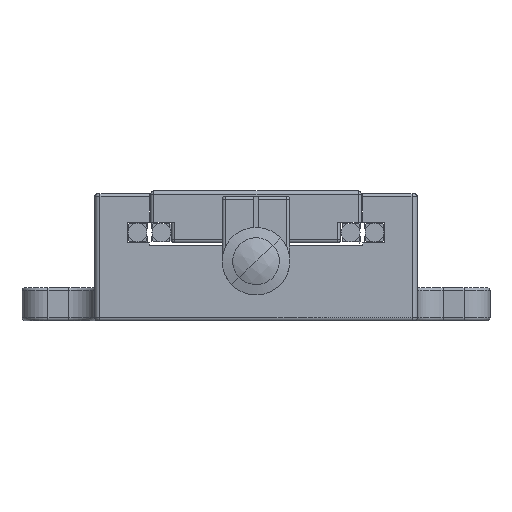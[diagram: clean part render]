
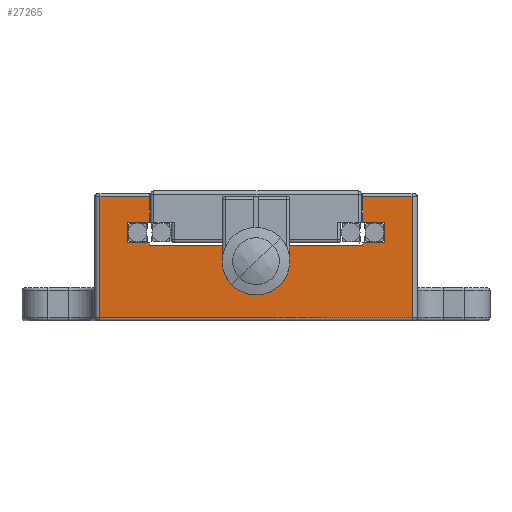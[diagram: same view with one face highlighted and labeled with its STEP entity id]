
A CAD part, front view. The second image highlights one B-rep face of the part: STEP entity #27265.
In plain terms, the highlighted planar face has unit normal (0, -1, 0).
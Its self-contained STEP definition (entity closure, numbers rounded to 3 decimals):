
#124 = VERTEX_POINT ( 'NONE', #11406 ) ;
#236 = VERTEX_POINT ( 'NONE', #26572 ) ;
#259 = CARTESIAN_POINT ( 'NONE',  ( -48.986, -32.424, 91.4 ) ) ;
#341 = VECTOR ( 'NONE', #2320, 1000. ) ;
#421 = VERTEX_POINT ( 'NONE', #10535 ) ;
#743 = CARTESIAN_POINT ( 'NONE',  ( -58.486, -32.424, 77. ) ) ;
#957 = ORIENTED_EDGE ( 'NONE', *, *, #12603, .F. ) ;
#2196 = DIRECTION ( 'NONE',  ( 0., 0., -1. ) ) ;
#2242 = CARTESIAN_POINT ( 'NONE',  ( -7.986, -32.424, 90.9 ) ) ;
#2320 = DIRECTION ( 'NONE',  ( 0., 0., -1. ) ) ;
#2412 = VECTOR ( 'NONE', #13991, 1000. ) ;
#2417 = VERTEX_POINT ( 'NONE', #2242 ) ;
#3349 = VERTEX_POINT ( 'NONE', #13862 ) ;
#3369 = VERTEX_POINT ( 'NONE', #743 ) ;
#3382 = DIRECTION ( 'NONE',  ( -1., 0., 0. ) ) ;
#3402 = EDGE_LOOP ( 'NONE', ( #7946, #23841, #22929, #11730, #7501, #8725, #3410, #6245, #5530, #4377, #21943, #957, #9836, #14600, #17850, #3728 ) ) ;
#3410 = ORIENTED_EDGE ( 'NONE', *, *, #13824, .F. ) ;
#3427 = CARTESIAN_POINT ( 'NONE',  ( -59.486, -32.424, 100.3 ) ) ;
#3728 = ORIENTED_EDGE ( 'NONE', *, *, #10723, .T. ) ;
#3731 = LINE ( 'NONE', #19331, #18463 ) ;
#3960 = VERTEX_POINT ( 'NONE', #26906 ) ;
#3962 = VECTOR ( 'NONE', #3382, 1000. ) ;
#4024 = VECTOR ( 'NONE', #20239, 1000. ) ;
#4026 = CARTESIAN_POINT ( 'NONE',  ( -3.736, -32.424, 91.4 ) ) ;
#4377 = ORIENTED_EDGE ( 'NONE', *, *, #11954, .F. ) ;
#4480 = VERTEX_POINT ( 'NONE', #10051 ) ;
#4542 = AXIS2_PLACEMENT_3D ( 'NONE', #16748, #21518, #6636 ) ;
#4867 = EDGE_CURVE ( 'NONE', #26643, #4480, #11314, .T. ) ;
#4941 = DIRECTION ( 'NONE',  ( 1., 0., 0. ) ) ;
#5061 = VECTOR ( 'NONE', #7971, 1000. ) ;
#5088 = CARTESIAN_POINT ( 'NONE',  ( -48.986, -32.424, 100.3 ) ) ;
#5229 = CARTESIAN_POINT ( 'NONE',  ( 1.514, -32.424, 100.9 ) ) ;
#5530 = ORIENTED_EDGE ( 'NONE', *, *, #23303, .F. ) ;
#6245 = ORIENTED_EDGE ( 'NONE', *, *, #14137, .F. ) ;
#6447 = PLANE ( 'NONE',  #4542 ) ;
#6636 = DIRECTION ( 'NONE',  ( 0., 0., 1. ) ) ;
#6712 = FACE_OUTER_BOUND ( 'NONE', #3402, .T. ) ;
#7469 = DIRECTION ( 'NONE',  ( 0., 0., 1. ) ) ;
#7501 = ORIENTED_EDGE ( 'NONE', *, *, #12379, .F. ) ;
#7842 = VECTOR ( 'NONE', #17342, 1000. ) ;
#7946 = ORIENTED_EDGE ( 'NONE', *, *, #4867, .T. ) ;
#7971 = DIRECTION ( 'NONE',  ( 0., 0., 1. ) ) ;
#8058 = CARTESIAN_POINT ( 'NONE',  ( -7.986, -32.424, 100.9 ) ) ;
#8064 = LINE ( 'NONE', #3427, #2412 ) ;
#8599 = CARTESIAN_POINT ( 'NONE',  ( -7.986, -32.424, 91.4 ) ) ;
#8725 = ORIENTED_EDGE ( 'NONE', *, *, #21401, .F. ) ;
#9102 = VERTEX_POINT ( 'NONE', #15200 ) ;
#9645 = CARTESIAN_POINT ( 'NONE',  ( -7.986, -32.424, 95.4 ) ) ;
#9781 = DIRECTION ( 'NONE',  ( -1., 0., 0. ) ) ;
#9836 = ORIENTED_EDGE ( 'NONE', *, *, #11475, .F. ) ;
#10051 = CARTESIAN_POINT ( 'NONE',  ( 1.514, -32.424, 100.3 ) ) ;
#10256 = EDGE_CURVE ( 'NONE', #4480, #10844, #8064, .T. ) ;
#10446 = CARTESIAN_POINT ( 'NONE',  ( -53.236, -32.424, 95.4 ) ) ;
#10535 = CARTESIAN_POINT ( 'NONE',  ( -53.236, -32.424, 91.4 ) ) ;
#10723 = EDGE_CURVE ( 'NONE', #3369, #26643, #20780, .T. ) ;
#10844 = VERTEX_POINT ( 'NONE', #23746 ) ;
#11314 = LINE ( 'NONE', #5229, #26074 ) ;
#11406 = CARTESIAN_POINT ( 'NONE',  ( -48.986, -32.424, 95.4 ) ) ;
#11475 = EDGE_CURVE ( 'NONE', #12555, #124, #11530, .T. ) ;
#11530 = LINE ( 'NONE', #19683, #7842 ) ;
#11541 = CARTESIAN_POINT ( 'NONE',  ( -48.986, -32.424, 95.4 ) ) ;
#11730 = ORIENTED_EDGE ( 'NONE', *, *, #19780, .F. ) ;
#11844 = VERTEX_POINT ( 'NONE', #4026 ) ;
#11853 = VECTOR ( 'NONE', #4941, 1000. ) ;
#11897 = DIRECTION ( 'NONE',  ( 1., 0., 0. ) ) ;
#11911 = VECTOR ( 'NONE', #21332, 1000. ) ;
#11954 = EDGE_CURVE ( 'NONE', #421, #23797, #21230, .T. ) ;
#12065 = VECTOR ( 'NONE', #11897, 1000. ) ;
#12103 = LINE ( 'NONE', #8058, #5061 ) ;
#12379 = EDGE_CURVE ( 'NONE', #11844, #23335, #25911, .T. ) ;
#12555 = VERTEX_POINT ( 'NONE', #5088 ) ;
#12564 = VECTOR ( 'NONE', #23584, 1000. ) ;
#12603 = EDGE_CURVE ( 'NONE', #124, #3960, #27255, .T. ) ;
#13014 = CARTESIAN_POINT ( 'NONE',  ( -48.986, -32.424, 100.9 ) ) ;
#13824 = EDGE_CURVE ( 'NONE', #2417, #20088, #21120, .T. ) ;
#13862 = CARTESIAN_POINT ( 'NONE',  ( -48.986, -32.424, 90.9 ) ) ;
#13866 = EDGE_CURVE ( 'NONE', #9102, #3369, #3731, .T. ) ;
#13991 = DIRECTION ( 'NONE',  ( -1., 0., 0. ) ) ;
#14137 = EDGE_CURVE ( 'NONE', #3349, #2417, #15419, .T. ) ;
#14600 = ORIENTED_EDGE ( 'NONE', *, *, #17685, .T. ) ;
#15200 = CARTESIAN_POINT ( 'NONE',  ( -58.486, -32.424, 100.3 ) ) ;
#15419 = LINE ( 'NONE', #26413, #4024 ) ;
#16578 = CARTESIAN_POINT ( 'NONE',  ( 1.514, -32.424, 77. ) ) ;
#16748 = CARTESIAN_POINT ( 'NONE',  ( -59.486, -32.424, 100.9 ) ) ;
#17078 = LINE ( 'NONE', #10446, #341 ) ;
#17083 = DIRECTION ( 'NONE',  ( 0., 0., 1. ) ) ;
#17342 = DIRECTION ( 'NONE',  ( 0., 0., -1. ) ) ;
#17685 = EDGE_CURVE ( 'NONE', #12555, #9102, #23294, .T. ) ;
#17850 = ORIENTED_EDGE ( 'NONE', *, *, #13866, .T. ) ;
#18463 = VECTOR ( 'NONE', #27548, 1000. ) ;
#18541 = VECTOR ( 'NONE', #2196, 1000. ) ;
#18775 = CARTESIAN_POINT ( 'NONE',  ( 1.514, -32.424, 77. ) ) ;
#18784 = DIRECTION ( 'NONE',  ( 0., 0., 1. ) ) ;
#19155 = CARTESIAN_POINT ( 'NONE',  ( -3.736, -32.424, 95.4 ) ) ;
#19331 = CARTESIAN_POINT ( 'NONE',  ( -58.486, -32.424, 100.9 ) ) ;
#19380 = CARTESIAN_POINT ( 'NONE',  ( -48.986, -32.424, 91.4 ) ) ;
#19683 = CARTESIAN_POINT ( 'NONE',  ( -48.986, -32.424, 100.9 ) ) ;
#19780 = EDGE_CURVE ( 'NONE', #23335, #236, #22052, .T. ) ;
#20088 = VERTEX_POINT ( 'NONE', #21962 ) ;
#20239 = DIRECTION ( 'NONE',  ( 1., 0., 0. ) ) ;
#20780 = LINE ( 'NONE', #16578, #12065 ) ;
#21120 = LINE ( 'NONE', #27284, #24494 ) ;
#21230 = LINE ( 'NONE', #259, #11853 ) ;
#21332 = DIRECTION ( 'NONE',  ( -1., 0., 0. ) ) ;
#21401 = EDGE_CURVE ( 'NONE', #20088, #11844, #22976, .T. ) ;
#21518 = DIRECTION ( 'NONE',  ( 0., 1., 0. ) ) ;
#21559 = VECTOR ( 'NONE', #9781, 1000. ) ;
#21943 = ORIENTED_EDGE ( 'NONE', *, *, #27764, .F. ) ;
#21962 = CARTESIAN_POINT ( 'NONE',  ( -7.986, -32.424, 91.4 ) ) ;
#22052 = LINE ( 'NONE', #9645, #3962 ) ;
#22091 = CARTESIAN_POINT ( 'NONE',  ( -3.736, -32.424, 95.4 ) ) ;
#22929 = ORIENTED_EDGE ( 'NONE', *, *, #24646, .F. ) ;
#22976 = LINE ( 'NONE', #8599, #12564 ) ;
#23294 = LINE ( 'NONE', #23397, #11911 ) ;
#23303 = EDGE_CURVE ( 'NONE', #23797, #3349, #24220, .T. ) ;
#23335 = VERTEX_POINT ( 'NONE', #22091 ) ;
#23397 = CARTESIAN_POINT ( 'NONE',  ( -59.486, -32.424, 100.3 ) ) ;
#23584 = DIRECTION ( 'NONE',  ( 1., 0., 0. ) ) ;
#23746 = CARTESIAN_POINT ( 'NONE',  ( -7.986, -32.424, 100.3 ) ) ;
#23797 = VERTEX_POINT ( 'NONE', #19380 ) ;
#23841 = ORIENTED_EDGE ( 'NONE', *, *, #10256, .T. ) ;
#24220 = LINE ( 'NONE', #13014, #18541 ) ;
#24494 = VECTOR ( 'NONE', #18784, 1000. ) ;
#24646 = EDGE_CURVE ( 'NONE', #236, #10844, #12103, .T. ) ;
#25911 = LINE ( 'NONE', #19155, #26899 ) ;
#26074 = VECTOR ( 'NONE', #7469, 1000. ) ;
#26413 = CARTESIAN_POINT ( 'NONE',  ( -48.986, -32.424, 90.9 ) ) ;
#26572 = CARTESIAN_POINT ( 'NONE',  ( -7.986, -32.424, 95.4 ) ) ;
#26643 = VERTEX_POINT ( 'NONE', #18775 ) ;
#26899 = VECTOR ( 'NONE', #17083, 1000. ) ;
#26906 = CARTESIAN_POINT ( 'NONE',  ( -53.236, -32.424, 95.4 ) ) ;
#27255 = LINE ( 'NONE', #11541, #21559 ) ;
#27265 = ADVANCED_FACE ( 'NONE', ( #6712 ), #6447, .F. ) ;
#27284 = CARTESIAN_POINT ( 'NONE',  ( -7.986, -32.424, 100.9 ) ) ;
#27548 = DIRECTION ( 'NONE',  ( 0., 0., -1. ) ) ;
#27764 = EDGE_CURVE ( 'NONE', #3960, #421, #17078, .T. ) ;
